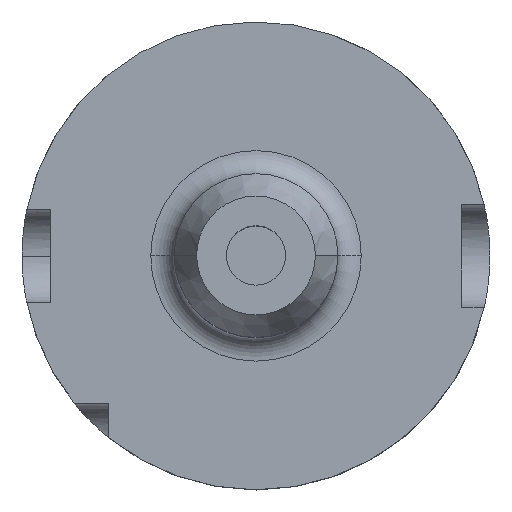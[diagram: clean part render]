
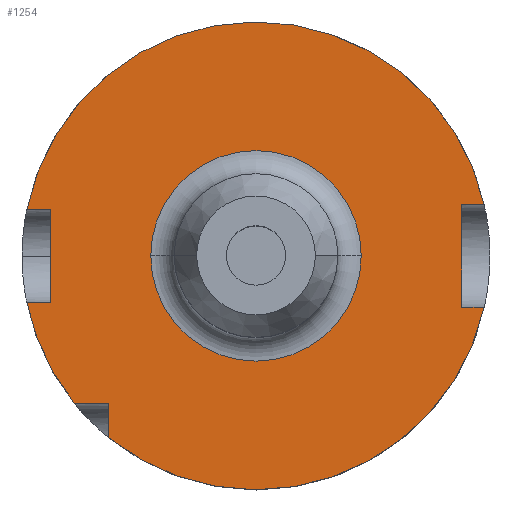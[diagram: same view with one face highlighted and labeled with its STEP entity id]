
A CAD part, top view. The second image highlights one B-rep face of the part: STEP entity #1254.
In plain terms, the highlighted planar face has unit normal (0, 0, 1).
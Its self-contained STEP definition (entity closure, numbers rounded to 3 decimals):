
#22 = CARTESIAN_POINT ( 'NONE',  ( 48.775, 11., 29. ) ) ;
#39 = DIRECTION ( 'NONE',  ( 0., 1., 0. ) ) ;
#53 = LINE ( 'NONE', #78, #1979 ) ;
#70 = CIRCLE ( 'NONE', #1278, 50. ) ;
#78 = CARTESIAN_POINT ( 'NONE',  ( 0., -10., 29. ) ) ;
#95 = VERTEX_POINT ( 'NONE', #1990 ) ;
#116 = DIRECTION ( 'NONE',  ( 0., 0., 1. ) ) ;
#129 = CARTESIAN_POINT ( 'NONE',  ( 0., 0., 29. ) ) ;
#135 = AXIS2_PLACEMENT_3D ( 'NONE', #1496, #333, #1687 ) ;
#152 = CARTESIAN_POINT ( 'NONE',  ( -44., 10., 29. ) ) ;
#170 = ORIENTED_EDGE ( 'NONE', *, *, #1958, .F. ) ;
#195 = ORIENTED_EDGE ( 'NONE', *, *, #1221, .F. ) ;
#201 = EDGE_CURVE ( 'NONE', #1422, #847, #70, .T. ) ;
#224 = DIRECTION ( 'NONE',  ( 0., 0., -1. ) ) ;
#271 = AXIS2_PLACEMENT_3D ( 'NONE', #1806, #633, #1984 ) ;
#279 = VERTEX_POINT ( 'NONE', #2454 ) ;
#298 = LINE ( 'NONE', #1392, #2298 ) ;
#332 = DIRECTION ( 'NONE',  ( -1., 0., 0. ) ) ;
#333 = DIRECTION ( 'NONE',  ( 0., 0., -1. ) ) ;
#340 = VERTEX_POINT ( 'NONE', #1875 ) ;
#350 = CARTESIAN_POINT ( 'NONE',  ( -22.5, 0., 29. ) ) ;
#380 = CARTESIAN_POINT ( 'NONE',  ( 0., 11., 29. ) ) ;
#428 = EDGE_CURVE ( 'NONE', #1172, #279, #489, .T. ) ;
#434 = EDGE_CURVE ( 'NONE', #1431, #1422, #991, .T. ) ;
#489 = LINE ( 'NONE', #2410, #1130 ) ;
#495 = VECTOR ( 'NONE', #2171, 1000. ) ;
#503 = VERTEX_POINT ( 'NONE', #1215 ) ;
#525 = CIRCLE ( 'NONE', #2117, 50. ) ;
#591 = CIRCLE ( 'NONE', #2422, 22.5 ) ;
#633 = DIRECTION ( 'NONE',  ( 0., 0., -1. ) ) ;
#713 = EDGE_CURVE ( 'NONE', #279, #503, #525, .T. ) ;
#729 = CIRCLE ( 'NONE', #271, 22.5 ) ;
#737 = DIRECTION ( 'NONE',  ( 0., 0., -1. ) ) ;
#763 = EDGE_CURVE ( 'NONE', #1258, #1172, #298, .T. ) ;
#784 = ORIENTED_EDGE ( 'NONE', *, *, #428, .F. ) ;
#845 = ORIENTED_EDGE ( 'NONE', *, *, #1102, .T. ) ;
#847 = VERTEX_POINT ( 'NONE', #22 ) ;
#876 = DIRECTION ( 'NONE',  ( -1., 0., 0. ) ) ;
#921 = FACE_BOUND ( 'NONE', #2240, .T. ) ;
#940 = EDGE_CURVE ( 'NONE', #503, #2268, #53, .T. ) ;
#979 = VERTEX_POINT ( 'NONE', #2022 ) ;
#984 = LINE ( 'NONE', #1448, #1955 ) ;
#991 = LINE ( 'NONE', #2226, #1962 ) ;
#994 = LINE ( 'NONE', #1977, #495 ) ;
#1061 = ORIENTED_EDGE ( 'NONE', *, *, #434, .F. ) ;
#1091 = EDGE_LOOP ( 'NONE', ( #784, #1880, #170, #1857, #195, #2303, #1147, #1061, #1612, #1702, #2220 ) ) ;
#1102 = EDGE_CURVE ( 'NONE', #95, #1434, #729, .T. ) ;
#1130 = VECTOR ( 'NONE', #876, 1000. ) ;
#1147 = ORIENTED_EDGE ( 'NONE', *, *, #201, .F. ) ;
#1172 = VERTEX_POINT ( 'NONE', #1823 ) ;
#1215 = CARTESIAN_POINT ( 'NONE',  ( -48.99, -10., 29. ) ) ;
#1221 = EDGE_CURVE ( 'NONE', #1321, #340, #984, .T. ) ;
#1228 = VECTOR ( 'NONE', #1450, 1000. ) ;
#1254 = ADVANCED_FACE ( 'NONE', ( #921, #2474 ), #2233, .T. ) ;
#1258 = VERTEX_POINT ( 'NONE', #1280 ) ;
#1278 = AXIS2_PLACEMENT_3D ( 'NONE', #129, #1494, #332 ) ;
#1280 = CARTESIAN_POINT ( 'NONE',  ( -31.5, -38.83, 29. ) ) ;
#1321 = VERTEX_POINT ( 'NONE', #1458 ) ;
#1368 = LINE ( 'NONE', #380, #2321 ) ;
#1389 = CARTESIAN_POINT ( 'NONE',  ( 0., 0., 29. ) ) ;
#1392 = CARTESIAN_POINT ( 'NONE',  ( -31.5, 17.5, 29. ) ) ;
#1422 = VERTEX_POINT ( 'NONE', #1708 ) ;
#1431 = VERTEX_POINT ( 'NONE', #152 ) ;
#1434 = VERTEX_POINT ( 'NONE', #350 ) ;
#1442 = CARTESIAN_POINT ( 'NONE',  ( -44., -10., 29. ) ) ;
#1448 = CARTESIAN_POINT ( 'NONE',  ( 44., -11., 29. ) ) ;
#1450 = DIRECTION ( 'NONE',  ( -1., 0., 0. ) ) ;
#1458 = CARTESIAN_POINT ( 'NONE',  ( 44., 11., 29. ) ) ;
#1474 = DIRECTION ( 'NONE',  ( 1., 0., 0. ) ) ;
#1477 = DIRECTION ( 'NONE',  ( 1., 0., 0. ) ) ;
#1494 = DIRECTION ( 'NONE',  ( 0., 0., -1. ) ) ;
#1496 = CARTESIAN_POINT ( 'NONE',  ( 0., 0., 29. ) ) ;
#1547 = EDGE_CURVE ( 'NONE', #1321, #847, #1368, .T. ) ;
#1577 = DIRECTION ( 'NONE',  ( -1., 0., 0. ) ) ;
#1612 = ORIENTED_EDGE ( 'NONE', *, *, #1753, .T. ) ;
#1625 = ORIENTED_EDGE ( 'NONE', *, *, #1659, .T. ) ;
#1631 = DIRECTION ( 'NONE',  ( 1., 0., 0. ) ) ;
#1659 = EDGE_CURVE ( 'NONE', #1434, #95, #591, .T. ) ;
#1673 = DIRECTION ( 'NONE',  ( -1., 0., 0. ) ) ;
#1687 = DIRECTION ( 'NONE',  ( -1., 0., 0. ) ) ;
#1702 = ORIENTED_EDGE ( 'NONE', *, *, #940, .F. ) ;
#1708 = CARTESIAN_POINT ( 'NONE',  ( -48.99, 10., 29. ) ) ;
#1753 = EDGE_CURVE ( 'NONE', #1431, #2268, #994, .T. ) ;
#1757 = LINE ( 'NONE', #2397, #1228 ) ;
#1806 = CARTESIAN_POINT ( 'NONE',  ( 0., 0., 29. ) ) ;
#1823 = CARTESIAN_POINT ( 'NONE',  ( -31.5, -31.5, 29. ) ) ;
#1857 = ORIENTED_EDGE ( 'NONE', *, *, #2313, .T. ) ;
#1875 = CARTESIAN_POINT ( 'NONE',  ( 44., -11., 29. ) ) ;
#1880 = ORIENTED_EDGE ( 'NONE', *, *, #763, .F. ) ;
#1905 = CARTESIAN_POINT ( 'NONE',  ( 0., 0., 29. ) ) ;
#1955 = VECTOR ( 'NONE', #2017, 1000. ) ;
#1956 = AXIS2_PLACEMENT_3D ( 'NONE', #2418, #116, #1474 ) ;
#1958 = EDGE_CURVE ( 'NONE', #979, #1258, #2122, .T. ) ;
#1962 = VECTOR ( 'NONE', #1673, 1000. ) ;
#1977 = CARTESIAN_POINT ( 'NONE',  ( -44., 10., 29. ) ) ;
#1979 = VECTOR ( 'NONE', #1631, 1000. ) ;
#1984 = DIRECTION ( 'NONE',  ( 1., 0., 0. ) ) ;
#1990 = CARTESIAN_POINT ( 'NONE',  ( 22.5, 0., 29. ) ) ;
#2017 = DIRECTION ( 'NONE',  ( 0., -1., 0. ) ) ;
#2022 = CARTESIAN_POINT ( 'NONE',  ( 48.775, -11., 29. ) ) ;
#2090 = DIRECTION ( 'NONE',  ( 1., 0., 0. ) ) ;
#2117 = AXIS2_PLACEMENT_3D ( 'NONE', #1389, #224, #1577 ) ;
#2122 = CIRCLE ( 'NONE', #135, 50. ) ;
#2171 = DIRECTION ( 'NONE',  ( 0., -1., 0. ) ) ;
#2220 = ORIENTED_EDGE ( 'NONE', *, *, #713, .F. ) ;
#2226 = CARTESIAN_POINT ( 'NONE',  ( 0., 10., 29. ) ) ;
#2233 = PLANE ( 'NONE',  #1956 ) ;
#2240 = EDGE_LOOP ( 'NONE', ( #845, #1625 ) ) ;
#2268 = VERTEX_POINT ( 'NONE', #1442 ) ;
#2298 = VECTOR ( 'NONE', #39, 1000. ) ;
#2303 = ORIENTED_EDGE ( 'NONE', *, *, #1547, .T. ) ;
#2313 = EDGE_CURVE ( 'NONE', #979, #340, #1757, .T. ) ;
#2321 = VECTOR ( 'NONE', #1477, 1000. ) ;
#2397 = CARTESIAN_POINT ( 'NONE',  ( 0., -11., 29. ) ) ;
#2410 = CARTESIAN_POINT ( 'NONE',  ( 0., -31.5, 29. ) ) ;
#2418 = CARTESIAN_POINT ( 'NONE',  ( 0., 17.5, 29. ) ) ;
#2422 = AXIS2_PLACEMENT_3D ( 'NONE', #1905, #737, #2090 ) ;
#2454 = CARTESIAN_POINT ( 'NONE',  ( -38.83, -31.5, 29. ) ) ;
#2474 = FACE_OUTER_BOUND ( 'NONE', #1091, .T. ) ;
